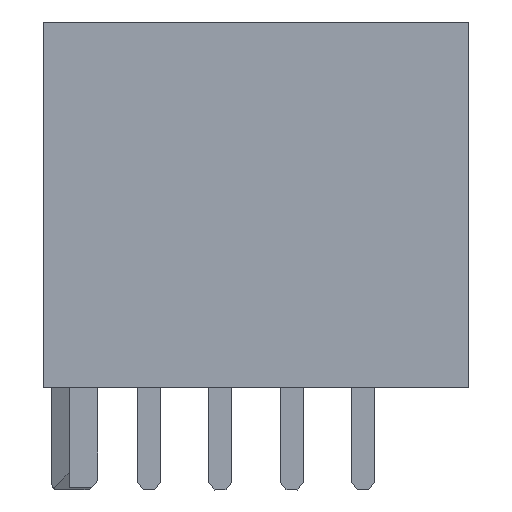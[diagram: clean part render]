
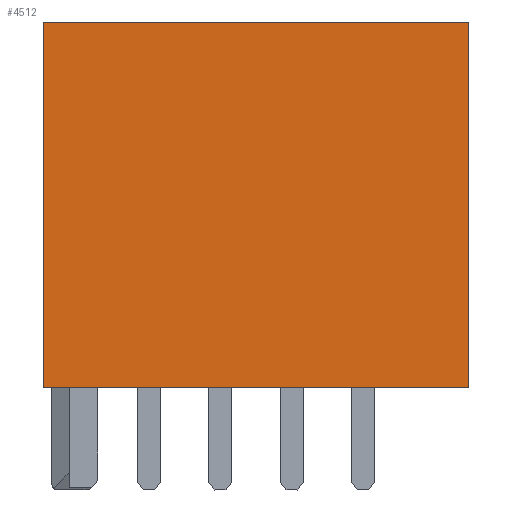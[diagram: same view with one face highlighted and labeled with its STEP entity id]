
A CAD part, left-side view. The second image highlights one B-rep face of the part: STEP entity #4512.
In plain terms, the highlighted face is planar.
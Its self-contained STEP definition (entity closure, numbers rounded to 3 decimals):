
#527=ORIENTED_EDGE('',*,*,#1696,.F.);
#528=ORIENTED_EDGE('',*,*,#1546,.F.);
#529=ORIENTED_EDGE('',*,*,#1766,.F.);
#530=ORIENTED_EDGE('',*,*,#1629,.F.);
#1546=EDGE_CURVE('',#2205,#2206,#2639,.T.);
#1629=EDGE_CURVE('',#2281,#2282,#2722,.T.);
#1696=EDGE_CURVE('',#2206,#2281,#2789,.T.);
#1766=EDGE_CURVE('',#2282,#2205,#2859,.T.);
#2205=VERTEX_POINT('',#6419);
#2206=VERTEX_POINT('',#6421);
#2281=VERTEX_POINT('',#6586);
#2282=VERTEX_POINT('',#6588);
#2639=LINE('',#6420,#3279);
#2722=LINE('',#6587,#3362);
#2789=LINE('',#6707,#3429);
#2859=LINE('',#6835,#3499);
#3279=VECTOR('',#5133,1000.);
#3362=VECTOR('',#5232,1000.);
#3429=VECTOR('',#5335,1000.);
#3499=VECTOR('',#5441,1000.);
#3829=EDGE_LOOP('',(#527,#528,#529,#530));
#4066=FACE_BOUND('',#3829,.T.);
#4296=PLANE('',#4766);
#4512=ADVANCED_FACE('',(#4066),#4296,.F.);
#4766=AXIS2_PLACEMENT_3D('',#6843,#5448,#5449);
#5133=DIRECTION('',(1.,0.,0.));
#5232=DIRECTION('',(-1.,0.,0.));
#5335=DIRECTION('',(0.,0.,-1.));
#5441=DIRECTION('',(0.,0.,1.));
#5448=DIRECTION('',(0.,1.,0.));
#5449=DIRECTION('',(0.,0.,1.));
#6419=CARTESIAN_POINT('',(-7.45,0.,6.4));
#6420=CARTESIAN_POINT('',(-7.45,0.,6.4));
#6421=CARTESIAN_POINT('',(7.45,0.,6.4));
#6586=CARTESIAN_POINT('',(7.45,0.,-6.4));
#6587=CARTESIAN_POINT('',(7.45,0.,-6.4));
#6588=CARTESIAN_POINT('',(-7.45,0.,-6.4));
#6707=CARTESIAN_POINT('',(7.45,0.,6.4));
#6835=CARTESIAN_POINT('',(-7.45,0.,-6.4));
#6843=CARTESIAN_POINT('',(0.,0.,0.));
